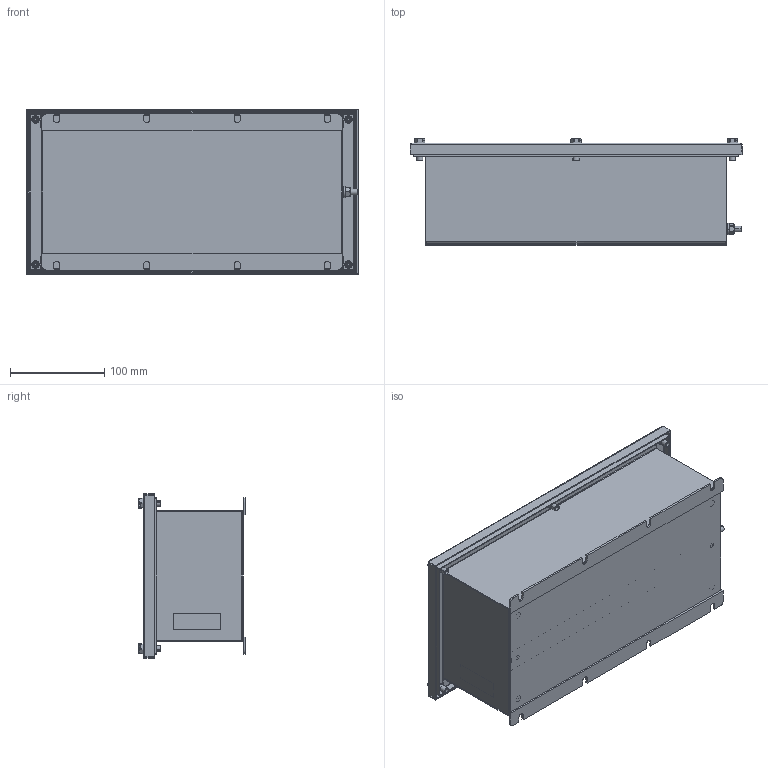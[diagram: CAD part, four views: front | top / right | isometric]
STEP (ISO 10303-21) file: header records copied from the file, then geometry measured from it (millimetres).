
FILE_DESCRIPTION (( 'STEP AP214' ), '1' );
FILE_NAME ('TEF105830XX Junction Box.STEP', '2025-01-20T12:31:45', ( '' ), ( '' ), 'SwSTEP 2.0', 'SolidWorks 2022', '' );
FILE_SCHEMA (( 'AUTOMOTIVE_DESIGN' ));
Length unit declared in the file: millimetre
Products named in the file (1): TEF105830XX Junction Box
Bounding box: 353 x 112.75 x 175 mm (x, y, z)
Volume: 373008.4 mm3; surface area: 572860.6 mm2
Topology: 30 solids, 30 shells, 1492 faces, 3683 edges, 2341 vertices
Faces by surface type: plane 932, cylinder 241, bspline 182, cone 125, torus 12
Entity records: 68631 total; most frequent: CARTESIAN_POINT 17566, ORIENTED_EDGE 7342, DIRECTION 6434, EDGE_CURVE 3671, VECTOR 2532, LINE 2532, VERTEX_POINT 2341, AXIS2_PLACEMENT_3D 1951
